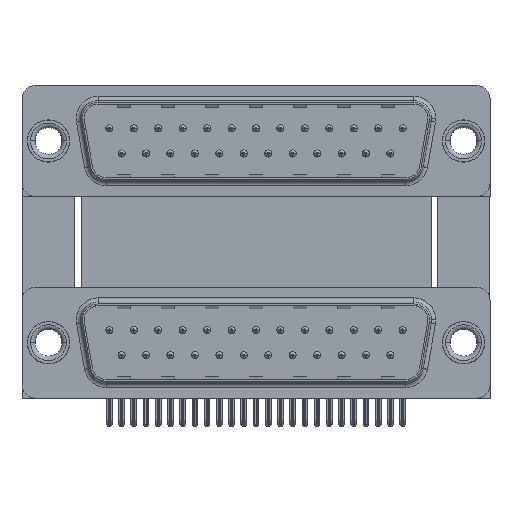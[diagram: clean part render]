
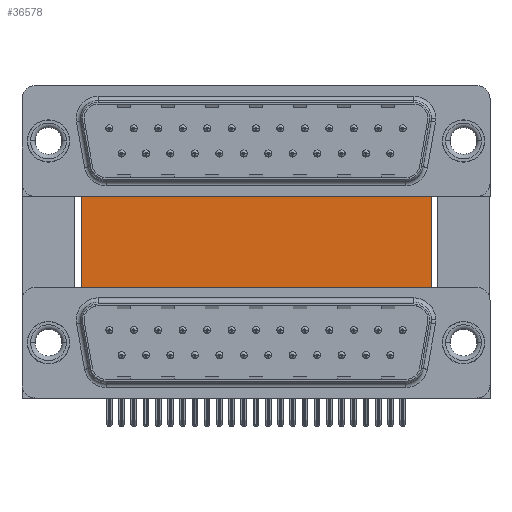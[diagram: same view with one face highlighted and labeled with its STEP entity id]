
A CAD part, top view. The second image highlights one B-rep face of the part: STEP entity #36578.
In plain terms, the highlighted planar face has unit normal (0, 0, 1).
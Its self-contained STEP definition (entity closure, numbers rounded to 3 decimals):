
#252 = ORIENTED_EDGE ( 'NONE', *, *, #14070, .F. ) ;
#814 = PLANE ( 'NONE',  #27982 ) ;
#3648 = FACE_OUTER_BOUND ( 'NONE', #36678, .T. ) ;
#3823 = ORIENTED_EDGE ( 'NONE', *, *, #7341, .T. ) ;
#5636 = VERTEX_POINT ( 'NONE', #36427 ) ;
#5687 = CARTESIAN_POINT ( 'NONE',  ( 3.79, 16.585, -12. ) ) ;
#7309 = DIRECTION ( 'NONE',  ( 0., -1., 0. ) ) ;
#7341 = EDGE_CURVE ( 'NONE', #33591, #13115, #36191, .T. ) ;
#10317 = LINE ( 'NONE', #16949, #15834 ) ;
#11565 = DIRECTION ( 'NONE',  ( 1., 0., 0. ) ) ;
#11985 = DIRECTION ( 'NONE',  ( -1., 0., 0. ) ) ;
#12352 = DIRECTION ( 'NONE',  ( 0., 0., -1. ) ) ;
#13115 = VERTEX_POINT ( 'NONE', #32176 ) ;
#13862 = CARTESIAN_POINT ( 'NONE',  ( 3.79, 16.585, -12. ) ) ;
#14070 = EDGE_CURVE ( 'NONE', #33591, #5636, #34581, .T. ) ;
#14686 = EDGE_CURVE ( 'NONE', #13115, #29830, #10317, .T. ) ;
#15834 = VECTOR ( 'NONE', #22468, 1000. ) ;
#16949 = CARTESIAN_POINT ( 'NONE',  ( 3.79, -3.735, -12. ) ) ;
#18007 = DIRECTION ( 'NONE',  ( 0., -1., 0. ) ) ;
#19371 = ORIENTED_EDGE ( 'NONE', *, *, #19783, .F. ) ;
#19783 = EDGE_CURVE ( 'NONE', #5636, #29830, #35316, .T. ) ;
#22468 = DIRECTION ( 'NONE',  ( 1., 0., 0. ) ) ;
#24878 = ORIENTED_EDGE ( 'NONE', *, *, #14686, .T. ) ;
#26455 = CARTESIAN_POINT ( 'NONE',  ( 3.79, 16.585, -12. ) ) ;
#26689 = VECTOR ( 'NONE', #7309, 1000. ) ;
#27982 = AXIS2_PLACEMENT_3D ( 'NONE', #26455, #12352, #11985 ) ;
#29830 = VERTEX_POINT ( 'NONE', #34341 ) ;
#32176 = CARTESIAN_POINT ( 'NONE',  ( 3.79, -3.735, -12. ) ) ;
#32333 = VECTOR ( 'NONE', #11565, 1000. ) ;
#33340 = CARTESIAN_POINT ( 'NONE',  ( 3.79, 16.585, -12. ) ) ;
#33591 = VERTEX_POINT ( 'NONE', #13862 ) ;
#34341 = CARTESIAN_POINT ( 'NONE',  ( 43.43, -3.735, -12. ) ) ;
#34581 = LINE ( 'NONE', #5687, #32333 ) ;
#35316 = LINE ( 'NONE', #35497, #37282 ) ;
#35497 = CARTESIAN_POINT ( 'NONE',  ( 43.43, 16.585, -12. ) ) ;
#36191 = LINE ( 'NONE', #33340, #26689 ) ;
#36427 = CARTESIAN_POINT ( 'NONE',  ( 43.43, 16.585, -12. ) ) ;
#36578 = ADVANCED_FACE ( 'NONE', ( #3648 ), #814, .F. ) ;
#36678 = EDGE_LOOP ( 'NONE', ( #24878, #19371, #252, #3823 ) ) ;
#37282 = VECTOR ( 'NONE', #18007, 1000. ) ;
